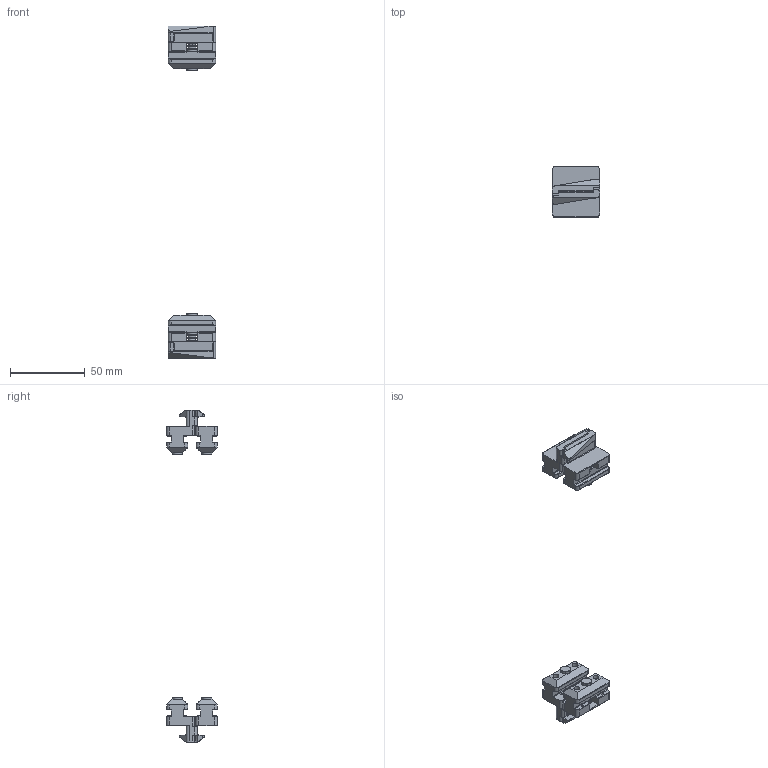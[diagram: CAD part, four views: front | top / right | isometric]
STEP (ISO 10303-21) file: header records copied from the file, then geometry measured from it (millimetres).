
FILE_DESCRIPTION(('STEP AP203'),'1');
FILE_NAME('SAFE08H1278.stp','2023-10-12T08:36:56',(' '),(' '),'Spatial InterOp 3D',' ',' ');
FILE_SCHEMA(('CONFIG_CONTROL_DESIGN'));
Length unit declared in the file: millimetre
Products named in the file (7): asm_GCH; bouton; ressort; gauche; Coulisseau de porte 8 32x18 (2D 2G); asm_DRT; droite
Assembly tree (10 placements, depth 3):
  Coulisseau de porte 8 32x18 (2D 2G)
    asm_GCH  x2
      bouton
      ressort
      gauche
    asm_DRT  x2
      droite
      ressort
      bouton
Bounding box: 31.5 x 33.8 x 222 mm (x, y, z)
Volume: 28192.2 mm3; surface area: 21666.9 mm2
Topology: 12 solids, 12 shells, 592 faces, 1608 edges, 1056 vertices
Faces by surface type: plane 288, cylinder 236, bspline 32, torus 24, cone 12
Full cylindrical faces by diameter (mm): 3.4 x4, 4 x8, 4.6 x4, 5 x4, 6 x4, 6.5 x4, 6.85 x12, 7.3 x4
Entity records: 11026 total; most frequent: CARTESIAN_POINT 2839, ORIENTED_EDGE 1456, DIRECTION 1342, EDGE_CURVE 728, VERTEX_POINT 493, AXIS2_PLACEMENT_3D 452, LINE 438, VECTOR 438
